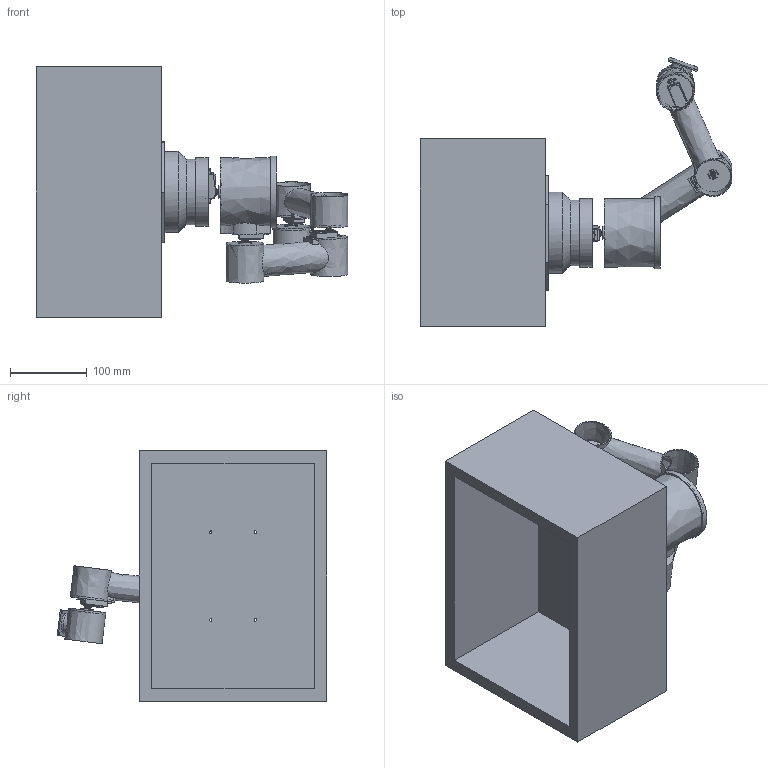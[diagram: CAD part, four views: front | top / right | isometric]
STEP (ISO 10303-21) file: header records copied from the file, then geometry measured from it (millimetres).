
FILE_DESCRIPTION(('FreeCAD Model'),'2;1');
FILE_NAME('Open CASCADE Shape Model','2025-05-03T17:31:42',('FreeCAD'),( 'FreeCAD'),'Open CASCADE STEP processor 7.6','FreeCAD','Unknown');
FILE_SCHEMA(('AUTOMOTIVE_DESIGN { 1 0 10303 214 1 1 1 1 }'));
Products named in the file (1): Open CASCADE STEP translator 7.6 1
Bounding box: 406.69 x 351.85 x 326.39 mm (x, y, z)
Volume: 3787320.9 mm3; surface area: 834188.3 mm2
Topology: 82 solids, 82 shells, 3821 faces, 11810 edges, 8444 vertices
Faces by surface type: bspline 3821
Entity records: 162077 total; most frequent: CARTESIAN_POINT 94988, ORIENTED_EDGE 23538, EDGE_CURVE 11769, VERTEX_POINT 8444, B_SPLINE_CURVE_WITH_KNOTS 8004, FACE_BOUND 4559, EDGE_LOOP 4559, ADVANCED_FACE 3821
